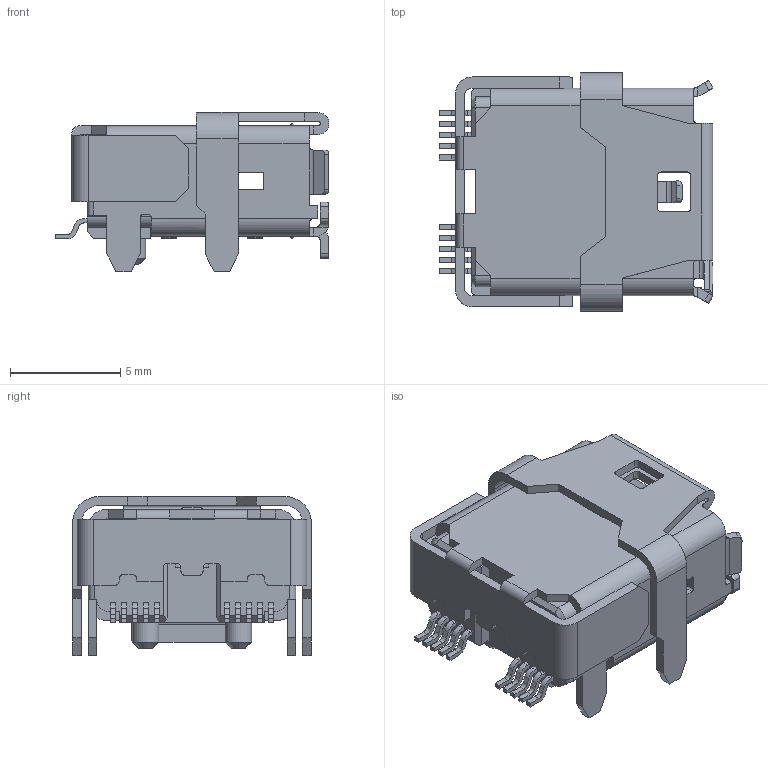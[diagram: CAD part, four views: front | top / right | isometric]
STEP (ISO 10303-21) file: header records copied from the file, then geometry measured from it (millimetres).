
FILE_DESCRIPTION (( 'STEP AP214' ), '1' );
FILE_NAME ('IX60G-B-10P.STEP', '2023-06-10T03:51:45', ( '' ), ( '' ), 'SwSTEP 2.0', 'SolidWorks 2022', '' );
FILE_SCHEMA (( 'AUTOMOTIVE_DESIGN' ));
Length unit declared in the file: millimetre
Products named in the file (2): IX60G-B-10P; 04.METAL_SHELL-B
Assembly tree (1 placements, depth 2):
  IX60G-B-10P
    04.METAL_SHELL-B
Bounding box: 12.4 x 10.8 x 7.2 mm (x, y, z)
Volume: 357 mm3; surface area: 810.5 mm2
Topology: 1 solids, 1 shells, 470 faces, 1334 edges, 874 vertices
Faces by surface type: plane 303, cylinder 155, bspline 6, cone 6
Entity records: 20584 total; most frequent: CARTESIAN_POINT 3015, ORIENTED_EDGE 2668, DIRECTION 2503, EDGE_CURVE 1334, LINE 987, VECTOR 987, VERTEX_POINT 874, AXIS2_PLACEMENT_3D 758
